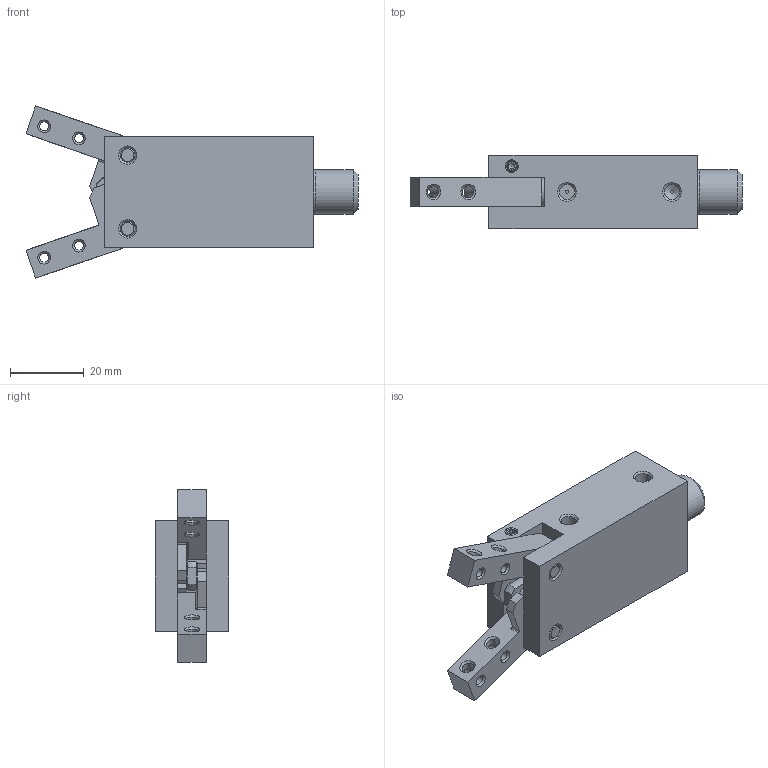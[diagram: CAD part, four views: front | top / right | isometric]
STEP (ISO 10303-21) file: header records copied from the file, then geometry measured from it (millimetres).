
FILE_DESCRIPTION((''),'2;1');
FILE_NAME('M16DE.stp','2016-07-29T08:39:42',('carlo.corazza'),(''),'Autodesk Inventor 2013','Autodesk Inventor 2013','');
FILE_SCHEMA(('AUTOMOTIVE_DESIGN { 1 0 10303 214 1 1 1 1 }'));
Length unit declared in the file: millimetre
Products named in the file (1): M16NA
Bounding box: 90.11 x 20 x 46.74 mm (x, y, z)
Volume: 32430.1 mm3; surface area: 15737.3 mm2
Topology: 1 solids, 9 shells, 271 faces, 644 edges, 405 vertices
Faces by surface type: plane 100, cone 82, cylinder 77, torus 12
Full cylindrical faces by diameter (mm): 0.8 x2, 2.459 x10, 3.242 x7, 4 x10, 4.134 x2, 4.5 x2, 5.2 x1, 6 x2, 7.5 x3, 7.8 x1, 8 x2, 8.1 x2, 9 x1, 12 x4, 15.5 x2, 15.8 x2, 16 x1, 16.7 x2, 18.8 x1
Entity records: 7666 total; most frequent: CARTESIAN_POINT 1792, DIRECTION 1166, ORIENTED_EDGE 918, AXIS2_PLACEMENT_3D 491, EDGE_LOOP 482, EDGE_CURVE 459, VERTEX_POINT 359, STYLED_ITEM 272
